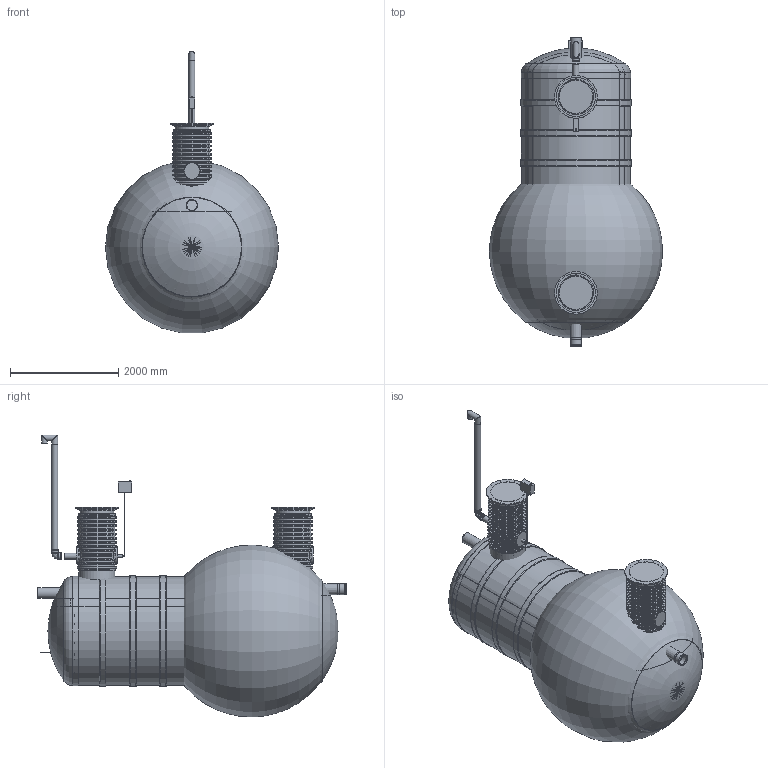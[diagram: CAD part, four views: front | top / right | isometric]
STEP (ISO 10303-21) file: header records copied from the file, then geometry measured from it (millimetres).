
FILE_DESCRIPTION(/* description */ ('Unknown'),/* implementation_level */ '2;1');
FILE_NAME(/* name */ 'Rasvaeraldaja NS25',/* time_stamp */ '2023-04-11T14:17:44+03:00',/* author */ ('Unknown'),/* organization */ ('Unknown'),/* preprocessor_version */ 'ST-DEVELOPER v18.1',/* originating_system */ 'Solid Edge',/* authorisation */ 'Unknown');
FILE_SCHEMA (('AUTOMOTIVE_DESIGN {1 0 10303 214 3 1 1}'));
Length unit declared in the file: millimetre
Products named in the file (34): Rasvaeraldaja NS25; 2381.003; 2494.002_silinder; 2000 Ribi; muhvots_200.par pikemSisendile_2494.013; KolmikD200; 2494.004_väljundtoru; 2494.005toru alla väljundil; 2261.006; 2261.007; 2494.010vahesein suur; 2494.011_väike vahesein; Polv D200; 2693.001_var3; 2697.001 tihend teeninduskaevule 670_var2; Liiva mudakambri maht rasvaeraldajas NS25 2494.000; Malmluuk_D600_(Ginmika); Malmluugi_korpus_D600_(Ginmika); Malmluugi_kaan_D600_(Ginmika); Rasva ruumala_rasvaeraldajas NS25 2494.000; D665 KP silinder 26.04.19; Rasva kogumismahuti maht 2494.000; 2703.001; RoundTubing 110x6.6_oa_0; RoundTubing 50x4.6_oa_1; PE_vent_malm; PVC_polv_110; PE venttoru DN100 L=2000; Rotoventiots; Ujuk_oa_2; Ujuk_oa_3; Ujuk_oa_4; RoundTubing 25x2.3_oa_5; elektrikarp loikefotole
Assembly tree (47 placements, depth 3):
  Rasvaeraldaja NS25
    2381.003  x2
    2494.002_silinder
    2000 Ribi  x7
    muhvots_200.par pikemSisendile_2494.013
    KolmikD200
    2494.004_väljundtoru
    2494.005toru alla väljundil
    2261.006
    2261.007
    2494.010vahesein suur
    2494.011_väike vahesein
    Polv D200
    2693.001_var3  x2
    2697.001 tihend teeninduskaevule 670_var2  x4
    Liiva mudakambri maht rasvaeraldajas NS25 2494.000
    Malmluuk_D600_(Ginmika)  x2
      Malmluugi_korpus_D600_(Ginmika)
      Malmluugi_kaan_D600_(Ginmika)
    Rasva ruumala_rasvaeraldajas NS25 2494.000
    D665 KP silinder 26.04.19  x2
    Rasva kogumismahuti maht 2494.000
    2703.001  x2
    RoundTubing 110x6.6_oa_0
    RoundTubing 50x4.6_oa_1
    PE_vent_malm
      PVC_polv_110
      PE venttoru DN100 L=2000
      Rotoventiots
    Ujuk_oa_2
    Ujuk_oa_3
    Ujuk_oa_4
    RoundTubing 25x2.3_oa_5
    elektrikarp loikefotole
Bounding box: 3197.36 x 5690 x 5208.59 mm (x, y, z)
Volume: 27023443942.1 mm3; surface area: 217781063.7 mm2
Topology: 50 solids, 52 shells, 1254 faces, 2893 edges, 1883 vertices
Faces by surface type: plane 486, cylinder 389, torus 297, cone 39, bspline 38, sphere 5
Full cylindrical faces by diameter (mm): 6 x2, 8.5 x3, 10 x31, 20 x1, 20.4 x1, 25 x1, 40.8 x1, 50 x1, 96.8 x1, 100 x2, 103.2 x3, 105 x1, 110 x9, 120 x2, 130 x2, 184 x1, 188 x4, 190 x1, 200 x16, 205 x1, 212 x8, 215 x1, 217 x1, 220 x3, 232 x3, 233 x1, 595 x2, 600 x4, 609 x2, 610 x2
Entity records: 22426 total; most frequent: CARTESIAN_POINT 6926, DIRECTION 3090, ORIENTED_EDGE 2512, AXIS2_PLACEMENT_3D 1386, EDGE_CURVE 1256, FACE_BOUND 1169, EDGE_LOOP 1166, VERTEX_POINT 969
